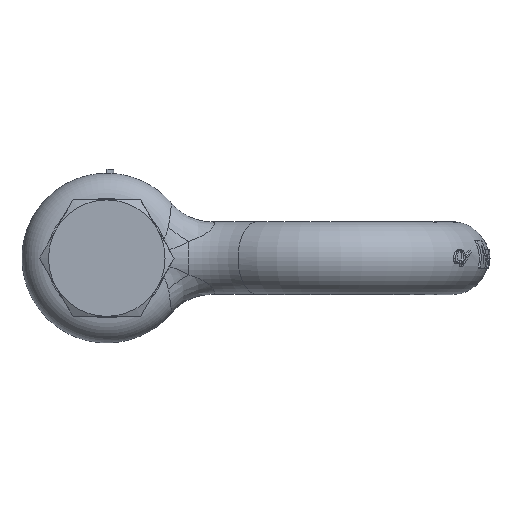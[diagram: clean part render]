
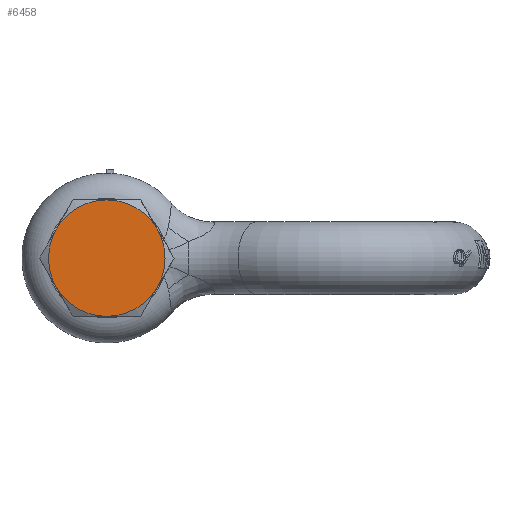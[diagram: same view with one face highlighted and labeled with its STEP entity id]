
A CAD part, left-side view. The second image highlights one B-rep face of the part: STEP entity #6458.
In plain terms, the highlighted planar face has unit normal (-1, 0, 0).
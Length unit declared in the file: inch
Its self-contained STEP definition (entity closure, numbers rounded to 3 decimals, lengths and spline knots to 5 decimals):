
#1552=CARTESIAN_POINT('',(-2.92582,0.,0.));
#1553=DIRECTION('',(-1.,0.,0.));
#1554=DIRECTION('',(0.,0.,-1.));
#1555=AXIS2_PLACEMENT_3D('',#1552,#1553,#1554);
#1557=CARTESIAN_POINT('',(-2.92582,0.,0.));
#1558=DIRECTION('',(-1.,0.,0.));
#1559=DIRECTION('',(0.,0.866,-0.5));
#1560=AXIS2_PLACEMENT_3D('',#1557,#1558,#1559);
#1562=CARTESIAN_POINT('',(-2.92582,0.,0.));
#1563=DIRECTION('',(-1.,0.,0.));
#1564=DIRECTION('',(0.,0.866,0.5));
#1565=AXIS2_PLACEMENT_3D('',#1562,#1563,#1564);
#1567=CARTESIAN_POINT('',(-2.92582,0.,0.));
#1568=DIRECTION('',(-1.,0.,0.));
#1569=DIRECTION('',(0.,0.,1.));
#1570=AXIS2_PLACEMENT_3D('',#1567,#1568,#1569);
#1572=CARTESIAN_POINT('',(-2.92582,0.,0.));
#1573=DIRECTION('',(-1.,0.,0.));
#1574=DIRECTION('',(0.,-0.866,0.5));
#1575=AXIS2_PLACEMENT_3D('',#1572,#1573,#1574);
#1577=CARTESIAN_POINT('',(-2.92582,0.,0.));
#1578=DIRECTION('',(-1.,0.,0.));
#1579=DIRECTION('',(0.,-0.866,-0.5));
#1580=AXIS2_PLACEMENT_3D('',#1577,#1578,#1579);
#5226=CARTESIAN_POINT('',(-2.92582,0.,-1.031));
#5227=CARTESIAN_POINT('',(-2.92582,-0.89287,
-0.5155));
#5228=VERTEX_POINT('',#5226);
#5229=VERTEX_POINT('',#5227);
#5230=CARTESIAN_POINT('',(-2.92582,-0.89287,
0.5155));
#5231=VERTEX_POINT('',#5230);
#5232=CARTESIAN_POINT('',(-2.92582,0.,1.031));
#5233=VERTEX_POINT('',#5232);
#5234=CARTESIAN_POINT('',(-2.92582,0.89287,
0.5155));
#5235=VERTEX_POINT('',#5234);
#5236=CARTESIAN_POINT('',(-2.92582,0.89287,
-0.5155));
#5237=VERTEX_POINT('',#5236);
#6445=CARTESIAN_POINT('',(-2.92582,0.,0.));
#6446=DIRECTION('',(-1.,0.,0.));
#6447=DIRECTION('',(0.,0.,1.));
#6448=AXIS2_PLACEMENT_3D('',#6445,#6446,#6447);
#6449=PLANE('',#6448);
#6450=ORIENTED_EDGE('',*,*,#6303,.F.);
#6451=ORIENTED_EDGE('',*,*,#6427,.F.);
#6452=ORIENTED_EDGE('',*,*,#6415,.F.);
#6453=ORIENTED_EDGE('',*,*,#6402,.F.);
#6454=ORIENTED_EDGE('',*,*,#6330,.F.);
#6455=ORIENTED_EDGE('',*,*,#6317,.F.);
#6456=EDGE_LOOP('',(#6450,#6451,#6452,#6453,#6454,#6455));
#6457=FACE_OUTER_BOUND('',#6456,.F.);
#6458=ADVANCED_FACE('',(#6457),#6449,.T.);
#1556=CIRCLE('',#1555,1.031);
#1561=CIRCLE('',#1560,1.031);
#1566=CIRCLE('',#1565,1.031);
#1571=CIRCLE('',#1570,1.031);
#1576=CIRCLE('',#1575,1.031);
#1581=CIRCLE('',#1580,1.031);
#6303=EDGE_CURVE('',#5228,#5229,#1556,.T.);
#6317=EDGE_CURVE('',#5229,#5231,#1581,.T.);
#6330=EDGE_CURVE('',#5231,#5233,#1576,.T.);
#6402=EDGE_CURVE('',#5233,#5235,#1571,.T.);
#6415=EDGE_CURVE('',#5235,#5237,#1566,.T.);
#6427=EDGE_CURVE('',#5237,#5228,#1561,.T.);
